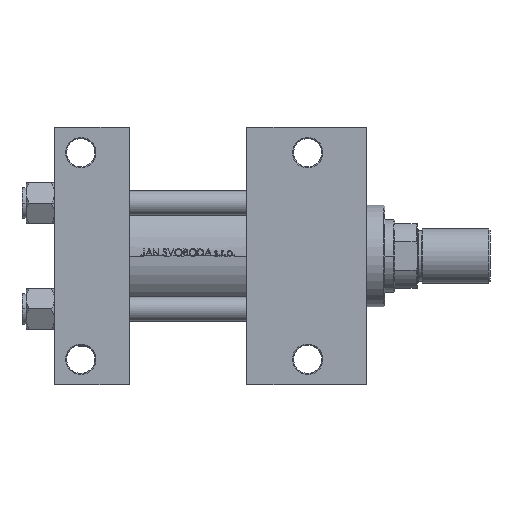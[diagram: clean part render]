
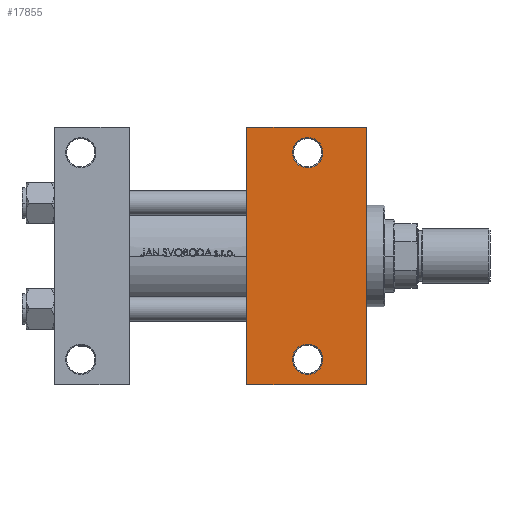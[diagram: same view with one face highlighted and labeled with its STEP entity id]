
A CAD part, front view. The second image highlights one B-rep face of the part: STEP entity #17855.
In plain terms, the highlighted face is planar.
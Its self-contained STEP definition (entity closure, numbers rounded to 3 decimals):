
#55 = VECTOR ( 'NONE', #16491, 1000. ) ;
#1322 = ORIENTED_EDGE ( 'NONE', *, *, #27047, .T. ) ;
#1486 = CIRCLE ( 'NONE', #50029, 7.5 ) ;
#1736 = CARTESIAN_POINT ( 'NONE',  ( 132.5, 51., -37.5 ) ) ;
#4342 = ORIENTED_EDGE ( 'NONE', *, *, #40481, .T. ) ;
#4550 = EDGE_CURVE ( 'NONE', #19269, #38989, #43503, .T. ) ;
#5853 = VERTEX_POINT ( 'NONE', #26907 ) ;
#6207 = DIRECTION ( 'NONE',  ( -1., 0., 0. ) ) ;
#6697 = FACE_OUTER_BOUND ( 'NONE', #38537, .T. ) ;
#7047 = VERTEX_POINT ( 'NONE', #18010 ) ;
#8302 = CARTESIAN_POINT ( 'NONE',  ( 95., 37.5, -37.5 ) ) ;
#9260 = ORIENTED_EDGE ( 'NONE', *, *, #14778, .T. ) ;
#9623 = DIRECTION ( 'NONE',  ( -1., 0., 0. ) ) ;
#10009 = PLANE ( 'NONE',  #18456 ) ;
#10755 = VECTOR ( 'NONE', #44843, 1000. ) ;
#10916 = CARTESIAN_POINT ( 'NONE',  ( 95., 63.5, -37.5 ) ) ;
#12046 = ORIENTED_EDGE ( 'NONE', *, *, #27119, .T. ) ;
#13782 = CIRCLE ( 'NONE', #24332, 7.5 ) ;
#14120 = VECTOR ( 'NONE', #27324, 1000. ) ;
#14135 = VECTOR ( 'NONE', #24526, 1000. ) ;
#14139 = CARTESIAN_POINT ( 'NONE',  ( 154., 63.5, -37.5 ) ) ;
#14778 = EDGE_CURVE ( 'NONE', #5853, #38414, #1486, .T. ) ;
#14945 = LINE ( 'NONE', #37268, #10755 ) ;
#15081 = EDGE_CURVE ( 'NONE', #38414, #5853, #25801, .T. ) ;
#15257 = ORIENTED_EDGE ( 'NONE', *, *, #32444, .T. ) ;
#15972 = CARTESIAN_POINT ( 'NONE',  ( 95., -63.5, -37.5 ) ) ;
#16491 = DIRECTION ( 'NONE',  ( -1., 0., 0. ) ) ;
#16885 = CARTESIAN_POINT ( 'NONE',  ( 125., 51., -37.5 ) ) ;
#17855 = ADVANCED_FACE ( 'NONE', ( #37629, #45207, #6697 ), #10009, .T. ) ;
#17874 = ORIENTED_EDGE ( 'NONE', *, *, #4550, .F. ) ;
#18010 = CARTESIAN_POINT ( 'NONE',  ( 117.5, -51., -37.5 ) ) ;
#18020 = AXIS2_PLACEMENT_3D ( 'NONE', #23609, #39060, #31719 ) ;
#18036 = ORIENTED_EDGE ( 'NONE', *, *, #31288, .T. ) ;
#18369 = CARTESIAN_POINT ( 'NONE',  ( 154., 37.5, -37.5 ) ) ;
#18456 = AXIS2_PLACEMENT_3D ( 'NONE', #18369, #49006, #6207 ) ;
#18487 = AXIS2_PLACEMENT_3D ( 'NONE', #16885, #47994, #20686 ) ;
#18837 = CIRCLE ( 'NONE', #18020, 7.5 ) ;
#18868 = CARTESIAN_POINT ( 'NONE',  ( 154., -63.5, -37.5 ) ) ;
#19269 = VERTEX_POINT ( 'NONE', #10916 ) ;
#19777 = LINE ( 'NONE', #15972, #55 ) ;
#20686 = DIRECTION ( 'NONE',  ( -1., 0., 0. ) ) ;
#23373 = EDGE_LOOP ( 'NONE', ( #1322, #18036 ) ) ;
#23419 = VERTEX_POINT ( 'NONE', #34521 ) ;
#23520 = LINE ( 'NONE', #43250, #14135 ) ;
#23609 = CARTESIAN_POINT ( 'NONE',  ( 125., -51., -37.5 ) ) ;
#24332 = AXIS2_PLACEMENT_3D ( 'NONE', #29943, #30944, #45361 ) ;
#24526 = DIRECTION ( 'NONE',  ( 1., 0., 0. ) ) ;
#25801 = CIRCLE ( 'NONE', #18487, 7.5 ) ;
#25880 = EDGE_LOOP ( 'NONE', ( #9260, #30257 ) ) ;
#26907 = CARTESIAN_POINT ( 'NONE',  ( 117.5, 51., -37.5 ) ) ;
#27047 = EDGE_CURVE ( 'NONE', #7047, #23419, #13782, .T. ) ;
#27119 = EDGE_CURVE ( 'NONE', #31944, #38989, #19777, .T. ) ;
#27173 = CARTESIAN_POINT ( 'NONE',  ( 95., -63.5, -37.5 ) ) ;
#27324 = DIRECTION ( 'NONE',  ( 0., -1., 0. ) ) ;
#29943 = CARTESIAN_POINT ( 'NONE',  ( 125., -51., -37.5 ) ) ;
#30257 = ORIENTED_EDGE ( 'NONE', *, *, #15081, .T. ) ;
#30944 = DIRECTION ( 'NONE',  ( 0., 0., 1. ) ) ;
#31288 = EDGE_CURVE ( 'NONE', #23419, #7047, #18837, .T. ) ;
#31719 = DIRECTION ( 'NONE',  ( -1., 0., 0. ) ) ;
#31944 = VERTEX_POINT ( 'NONE', #18868 ) ;
#32444 = EDGE_CURVE ( 'NONE', #47055, #31944, #14945, .T. ) ;
#34521 = CARTESIAN_POINT ( 'NONE',  ( 132.5, -51., -37.5 ) ) ;
#37248 = DIRECTION ( 'NONE',  ( 0., 0., 1. ) ) ;
#37268 = CARTESIAN_POINT ( 'NONE',  ( 154., 37.5, -37.5 ) ) ;
#37629 = FACE_BOUND ( 'NONE', #25880, .T. ) ;
#38414 = VERTEX_POINT ( 'NONE', #1736 ) ;
#38537 = EDGE_LOOP ( 'NONE', ( #17874, #4342, #15257, #12046 ) ) ;
#38989 = VERTEX_POINT ( 'NONE', #27173 ) ;
#39060 = DIRECTION ( 'NONE',  ( 0., 0., 1. ) ) ;
#40481 = EDGE_CURVE ( 'NONE', #19269, #47055, #23520, .T. ) ;
#43250 = CARTESIAN_POINT ( 'NONE',  ( 95., 63.5, -37.5 ) ) ;
#43503 = LINE ( 'NONE', #8302, #14120 ) ;
#44843 = DIRECTION ( 'NONE',  ( 0., -1., 0. ) ) ;
#45207 = FACE_BOUND ( 'NONE', #23373, .T. ) ;
#45361 = DIRECTION ( 'NONE',  ( -1., 0., 0. ) ) ;
#47055 = VERTEX_POINT ( 'NONE', #14139 ) ;
#47994 = DIRECTION ( 'NONE',  ( 0., 0., 1. ) ) ;
#48613 = CARTESIAN_POINT ( 'NONE',  ( 125., 51., -37.5 ) ) ;
#49006 = DIRECTION ( 'NONE',  ( 0., 0., -1. ) ) ;
#50029 = AXIS2_PLACEMENT_3D ( 'NONE', #48613, #37248, #9623 ) ;
